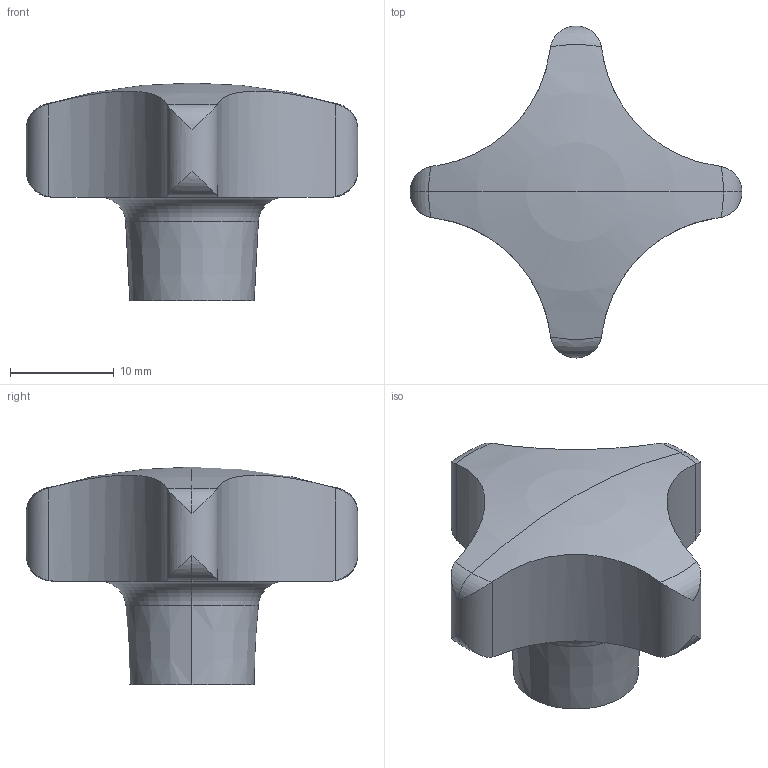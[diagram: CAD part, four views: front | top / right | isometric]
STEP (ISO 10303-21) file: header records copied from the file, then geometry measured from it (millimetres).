
FILE_DESCRIPTION(('STEP AP214'),'1');
FILE_NAME(' ',' ',('TraceParts'),('TraceParts S.A.'),'XStep 1.0',' ',' ');
FILE_SCHEMA(('automotive_design'));
Length unit declared in the file: millimetre
Products named in the file (1): 1
Bounding box: 32 x 32 x 21 mm (x, y, z)
Volume: 5520.1 mm3; surface area: 2080.2 mm2
Topology: 1 solids, 1 shells, 31 faces, 90 edges, 59 vertices
Faces by surface type: torus 14, cylinder 8, plane 5, sphere 2, cone 2
Entity records: 2315 total; most frequent: CARTESIAN_POINT 539, STYLED_ITEM 179, PRESENTATION_STYLE_ASSIGNMENT 179, COLOUR_RGB 179, ORIENTED_EDGE 176, DIRECTION 150, EDGE_CURVE 88, CURVE_STYLE 88
